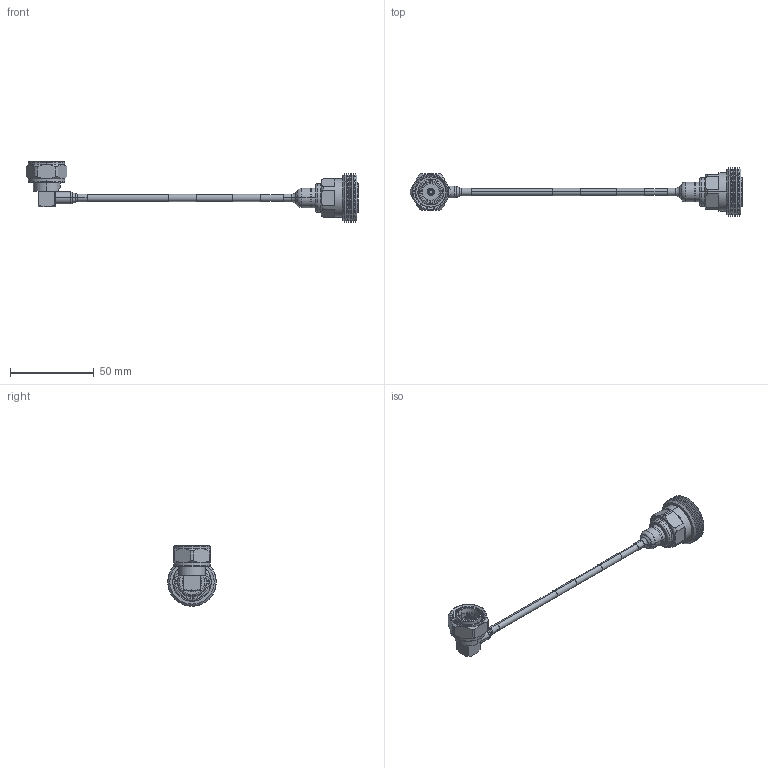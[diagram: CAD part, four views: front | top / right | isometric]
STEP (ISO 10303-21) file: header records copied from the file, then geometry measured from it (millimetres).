
FILE_DESCRIPTION (( 'STEP AP214' ), '1' );
FILE_NAME ('FMCA2488_3D.step', '2024-06-12T21:35:57', ( '' ), ( '' ), 'SwSTEP 2.0', 'SolidWorks 2022', '' );
FILE_SCHEMA (( 'AUTOMOTIVE_DESIGN' ));
Length unit declared in the file: inch
Products named in the file (6): TC-402-4310M-RA-LP-PE; HEAT SHRINK^FMCA2488; HEAT SHRINK^FMCA2488_1.5; TC-402-716F-LP-PE; TFT-5G-402^FMCA2488_LABEL PE+FM; FMCA2488_3D
Assembly tree (5 placements, depth 2):
  FMCA2488_3D
    TFT-5G-402^FMCA2488_LABEL PE+FM
    HEAT SHRINK^FMCA2488
    HEAT SHRINK^FMCA2488_1.5
    TC-402-716F-LP-PE
    TC-402-4310M-RA-LP-PE
Bounding box: 198.44 x 29 x 36.1 mm (x, y, z)
Volume: 16111.6 mm3; surface area: 14972.3 mm2
Topology: 8 solids, 9 shells, 376 faces, 858 edges, 521 vertices
Faces by surface type: cylinder 122, plane 102, cone 96, torus 56
Entity records: 12398 total; most frequent: CARTESIAN_POINT 3295, DIRECTION 2003, ORIENTED_EDGE 1712, EDGE_CURVE 856, AXIS2_PLACEMENT_3D 841, VERTEX_POINT 521, CIRCLE 457, EDGE_LOOP 413
